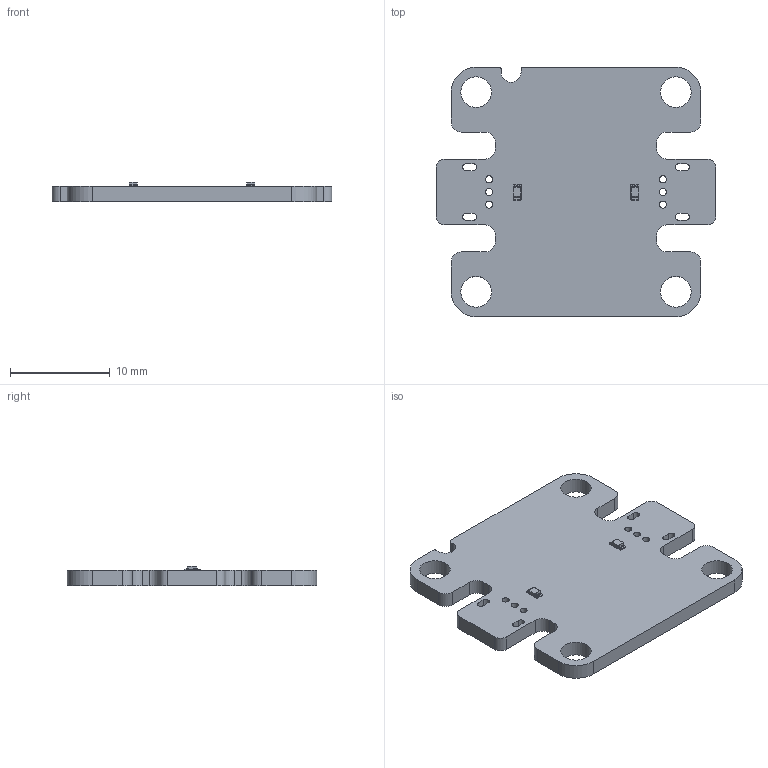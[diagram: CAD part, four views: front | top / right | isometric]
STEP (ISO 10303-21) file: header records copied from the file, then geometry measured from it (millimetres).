
FILE_DESCRIPTION(('Open CASCADE Model'),'2;1');
FILE_NAME('Open CASCADE Shape Model','2022-06-13T20:50:06',('Author'),( 'Open CASCADE'),'Open CASCADE STEP processor 6.8','Open CASCADE 6.8' ,'Unknown');
FILE_SCHEMA(('AUTOMOTIVE_DESIGN { 1 0 10303 214 1 1 1 1 }'));
Length unit declared in the file: millimetre
Products named in the file (6): PCB; Board; Open CASCADE STEP translator 6.8 9.1.1; D1; MSRC-0603_LED_Orange; D2
Assembly tree (6 placements, depth 3):
  PCB
    Board
      Open CASCADE STEP translator 6.8 9.1.1
    D1
      MSRC-0603_LED_Orange
    D2
      MSRC-0603_LED_Orange
Bounding box: 28 x 25 x 1.95 mm (x, y, z)
Volume: 856.8 mm3; surface area: 1432.5 mm2
Topology: 17 solids, 17 shells, 348 faces, 904 edges, 590 vertices
Faces by surface type: plane 217, cylinder 103, bspline 20, torus 8
Full cylindrical faces by diameter (mm): 0.71 x6, 3.08 x4
Entity records: 8955 total; most frequent: CARTESIAN_POINT 3393, ORIENTED_EDGE 1124, DIRECTION 1113, EDGE_CURVE 562, LINE 385, VECTOR 385, VERTEX_POINT 369, AXIS2_PLACEMENT_3D 364
